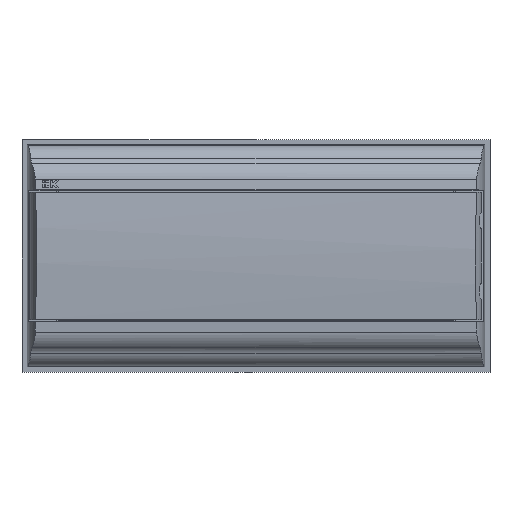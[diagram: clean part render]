
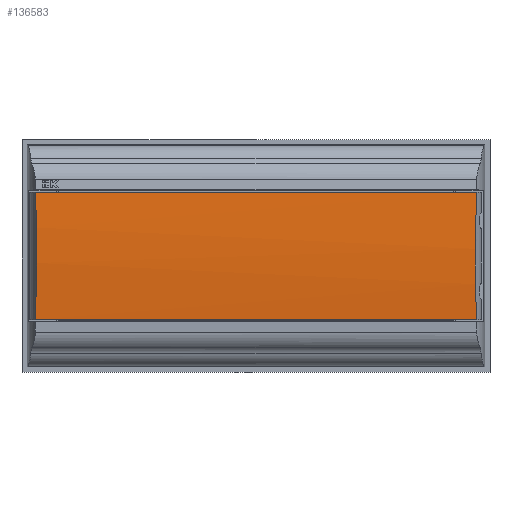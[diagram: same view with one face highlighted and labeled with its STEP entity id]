
A CAD part, top view. The second image highlights one B-rep face of the part: STEP entity #136583.
In plain terms, the highlighted cylindrical face has radius 600 mm (diameter 1200 mm), a partial arc.
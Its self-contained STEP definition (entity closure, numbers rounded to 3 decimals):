
#1478 = VERTEX_POINT ( 'NONE', #72586 ) ;
#4856 = DIRECTION ( 'NONE',  ( 1., 0., 0. ) ) ;
#5255 = CARTESIAN_POINT ( 'NONE',  ( 186.894, 36.133, 106.379 ) ) ;
#7599 = CARTESIAN_POINT ( 'NONE',  ( -187.191, -45.167, 105.766 ) ) ;
#7932 = EDGE_CURVE ( 'NONE', #99760, #43771, #76953, .T. ) ;
#8054 = DIRECTION ( 'NONE',  ( 1., 0., 0. ) ) ;
#8820 = B_SPLINE_CURVE_WITH_KNOTS ( 'NONE', 3,
 ( #47630, #35985, #5255, #79685, #15931, #90345, #26639, #101139, #37336 ),
 .UNSPECIFIED., .F., .F.,
 ( 4, 2, 1, 2, 4 ),
 ( 0., 0.027, 0.054, 0.081, 0.108 ),
 .UNSPECIFIED. ) ;
#10805 = FACE_OUTER_BOUND ( 'NONE', #21264, .T. ) ;
#13082 = DIRECTION ( 'NONE',  ( 1., 0., 0. ) ) ;
#14476 = ORIENTED_EDGE ( 'NONE', *, *, #69402, .F. ) ;
#15931 = CARTESIAN_POINT ( 'NONE',  ( 186.283, 0., 107.604 ) ) ;
#18702 = CARTESIAN_POINT ( 'NONE',  ( -186.894, -36.133, 106.379 ) ) ;
#21264 = EDGE_LOOP ( 'NONE', ( #93380, #89314, #14476, #129203 ) ) ;
#26639 = CARTESIAN_POINT ( 'NONE',  ( 186.894, -36.133, 106.379 ) ) ;
#29443 = CARTESIAN_POINT ( 'NONE',  ( -186.283, 0., 107.604 ) ) ;
#32874 = AXIS2_PLACEMENT_3D ( 'NONE', #82430, #8054, #124897 ) ;
#35768 = CYLINDRICAL_SURFACE ( 'NONE', #32874, 600. ) ;
#35985 = CARTESIAN_POINT ( 'NONE',  ( 187.191, 45.167, 105.766 ) ) ;
#37196 = CARTESIAN_POINT ( 'NONE',  ( -187.56, -54.2, 104.947 ) ) ;
#37336 = CARTESIAN_POINT ( 'NONE',  ( 187.56, -54.2, 104.947 ) ) ;
#40174 = CARTESIAN_POINT ( 'NONE',  ( -186.894, 36.133, 106.379 ) ) ;
#43507 = LINE ( 'NONE', #132291, #68415 ) ;
#43771 = VERTEX_POINT ( 'NONE', #70216 ) ;
#47630 = CARTESIAN_POINT ( 'NONE',  ( 187.56, 54.2, 104.947 ) ) ;
#49132 = VERTEX_POINT ( 'NONE', #110300 ) ;
#50070 = EDGE_CURVE ( 'NONE', #1478, #49132, #43507, .T. ) ;
#50863 = CARTESIAN_POINT ( 'NONE',  ( -187.56, 54.2, 104.947 ) ) ;
#67304 = B_SPLINE_CURVE_WITH_KNOTS ( 'NONE', 3,
 ( #91779, #7599, #18702, #93177, #29443, #103915, #40174, #114634, #50863 ),
 .UNSPECIFIED., .F., .F.,
 ( 4, 2, 1, 2, 4 ),
 ( 0., 0.027, 0.054, 0.081, 0.108 ),
 .UNSPECIFIED. ) ;
#68415 = VECTOR ( 'NONE', #4856, 1000. ) ;
#69402 = EDGE_CURVE ( 'NONE', #99760, #1478, #67304, .T. ) ;
#70216 = CARTESIAN_POINT ( 'NONE',  ( 187.56, -54.2, 104.947 ) ) ;
#72586 = CARTESIAN_POINT ( 'NONE',  ( -187.56, 54.2, 104.947 ) ) ;
#76953 = LINE ( 'NONE', #87480, #133522 ) ;
#79685 = CARTESIAN_POINT ( 'NONE',  ( 186.492, 18.067, 107.196 ) ) ;
#82430 = CARTESIAN_POINT ( 'NONE',  ( -192.553, 0., -492.6 ) ) ;
#87480 = CARTESIAN_POINT ( 'NONE',  ( -192.553, -54.2, 104.947 ) ) ;
#89314 = ORIENTED_EDGE ( 'NONE', *, *, #50070, .F. ) ;
#90345 = CARTESIAN_POINT ( 'NONE',  ( 186.492, -18.067, 107.196 ) ) ;
#91779 = CARTESIAN_POINT ( 'NONE',  ( -187.56, -54.2, 104.947 ) ) ;
#92455 = EDGE_CURVE ( 'NONE', #49132, #43771, #8820, .T. ) ;
#93177 = CARTESIAN_POINT ( 'NONE',  ( -186.492, -18.067, 107.196 ) ) ;
#93380 = ORIENTED_EDGE ( 'NONE', *, *, #92455, .F. ) ;
#99760 = VERTEX_POINT ( 'NONE', #37196 ) ;
#101139 = CARTESIAN_POINT ( 'NONE',  ( 187.191, -45.167, 105.766 ) ) ;
#103915 = CARTESIAN_POINT ( 'NONE',  ( -186.492, 18.067, 107.196 ) ) ;
#110300 = CARTESIAN_POINT ( 'NONE',  ( 187.56, 54.2, 104.947 ) ) ;
#114634 = CARTESIAN_POINT ( 'NONE',  ( -187.191, 45.167, 105.766 ) ) ;
#124897 = DIRECTION ( 'NONE',  ( 0., 0., -1. ) ) ;
#129203 = ORIENTED_EDGE ( 'NONE', *, *, #7932, .T. ) ;
#132291 = CARTESIAN_POINT ( 'NONE',  ( -192.553, 54.2, 104.947 ) ) ;
#133522 = VECTOR ( 'NONE', #13082, 1000. ) ;
#136583 = ADVANCED_FACE ( 'NONE', ( #10805 ), #35768, .T. ) ;
